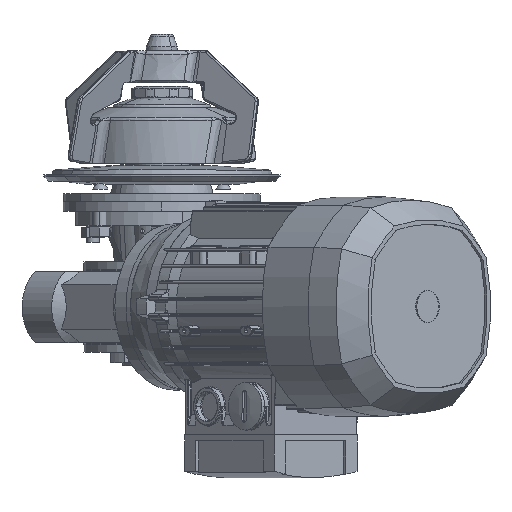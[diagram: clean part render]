
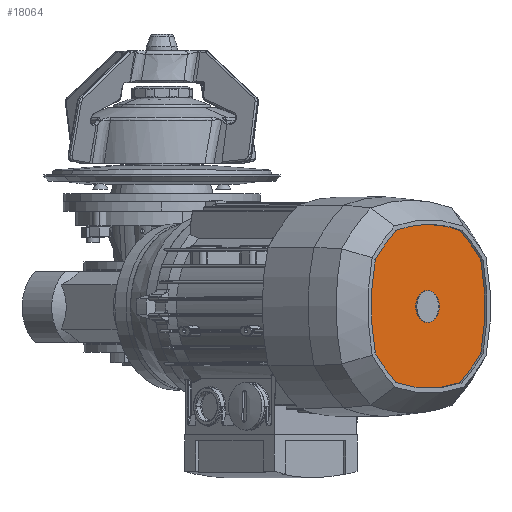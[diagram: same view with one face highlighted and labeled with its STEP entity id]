
A CAD part, top view. The second image highlights one B-rep face of the part: STEP entity #18064.
In plain terms, the highlighted planar face has unit normal (0.707, 0, 0.707).
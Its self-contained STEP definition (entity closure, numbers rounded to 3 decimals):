
#1909 = CARTESIAN_POINT ( 'NONE',  ( 215.738, -58.8, 182.363 ) ) ;
#1910 = AXIS2_PLACEMENT_3D ( 'NONE', #1909, #2016, #2015 ) ;
#1911 = CIRCLE ( 'NONE', #1910, 120.029 ) ;
#1912 = CARTESIAN_POINT ( 'NONE',  ( 188.313, -106.969, 209.788 ) ) ;
#1924 = DIRECTION ( 'NONE',  ( 0., 1., 0. ) ) ;
#1925 = DIRECTION ( 'NONE',  ( 0.707, 0., 0.707 ) ) ;
#1926 = CARTESIAN_POINT ( 'NONE',  ( 200.535, -12.1, 197.566 ) ) ;
#1927 = AXIS2_PLACEMENT_3D ( 'NONE', #1926, #1925, #1924 ) ;
#1928 = CIRCLE ( 'NONE', #1927, 121.629 ) ;
#1987 = CARTESIAN_POINT ( 'NONE',  ( 133.453, -88.215, 264.648 ) ) ;
#2015 = DIRECTION ( 'NONE',  ( 0., 1., 0. ) ) ;
#2016 = DIRECTION ( 'NONE',  ( 0.707, 0., 0.707 ) ) ;
#2040 = DIRECTION ( 'NONE',  ( 0., 1., 0. ) ) ;
#2041 = DIRECTION ( 'NONE',  ( 0.707, 0., 0.707 ) ) ;
#2042 = CARTESIAN_POINT ( 'NONE',  ( 167.514, -127., 230.588 ) ) ;
#2043 = AXIS2_PLACEMENT_3D ( 'NONE', #2042, #2041, #2040 ) ;
#2044 = CIRCLE ( 'NONE', #2043, 120.029 ) ;
#2124 = CARTESIAN_POINT ( 'NONE',  ( 133.453, -29.385, 264.648 ) ) ;
#2189 = CIRCLE ( 'NONE', #2280, 10. ) ;
#2190 = DIRECTION ( 'NONE',  ( 0., 1., 0. ) ) ;
#2191 = DIRECTION ( 'NONE',  ( 0.707, 0., 0.707 ) ) ;
#2192 = AXIS2_PLACEMENT_3D ( 'NONE', #2288, #2191, #2190 ) ;
#2193 = CIRCLE ( 'NONE', #2192, 120.029 ) ;
#2213 = CARTESIAN_POINT ( 'NONE',  ( 146.714, -106.969, 251.387 ) ) ;
#2277 = DIRECTION ( 'NONE',  ( 0., 1., 0. ) ) ;
#2278 = DIRECTION ( 'NONE',  ( -0.707, 0., -0.707 ) ) ;
#2279 = CARTESIAN_POINT ( 'NONE',  ( 167.514, -58.8, 230.588 ) ) ;
#2280 = AXIS2_PLACEMENT_3D ( 'NONE', #2279, #2278, #2277 ) ;
#2288 = CARTESIAN_POINT ( 'NONE',  ( 119.289, -58.8, 278.812 ) ) ;
#2413 = FACE_BOUND ( 'NONE', #18831, .T. ) ;
#2414 = FACE_OUTER_BOUND ( 'NONE', #17961, .T. ) ;
#2612 = CARTESIAN_POINT ( 'NONE',  ( 188.313, -10.631, 209.788 ) ) ;
#2621 = DIRECTION ( 'NONE',  ( 0., 1., 0. ) ) ;
#2622 = DIRECTION ( 'NONE',  ( 0.707, 0., 0.707 ) ) ;
#2623 = CARTESIAN_POINT ( 'NONE',  ( 208.137, -82.15, 189.964 ) ) ;
#2624 = AXIS2_PLACEMENT_3D ( 'NONE', #2623, #2622, #2621 ) ;
#2625 = PLANE ( 'NONE',  #2624 ) ;
#5389 = DIRECTION ( 'NONE',  ( 0., 1., 0. ) ) ;
#5390 = DIRECTION ( 'NONE',  ( 0.707, 0., 0.707 ) ) ;
#5391 = CARTESIAN_POINT ( 'NONE',  ( 134.492, -12.1, 263.609 ) ) ;
#5392 = AXIS2_PLACEMENT_3D ( 'NONE', #5391, #5390, #5389 ) ;
#5393 = CIRCLE ( 'NONE', #5392, 121.629 ) ;
#5442 = DIRECTION ( 'NONE',  ( 0., 1., 0. ) ) ;
#5443 = DIRECTION ( 'NONE',  ( 0.707, 0., 0.707 ) ) ;
#5444 = CARTESIAN_POINT ( 'NONE',  ( 200.535, -105.5, 197.566 ) ) ;
#5445 = AXIS2_PLACEMENT_3D ( 'NONE', #5444, #5443, #5442 ) ;
#5446 = CIRCLE ( 'NONE', #5445, 121.629 ) ;
#5465 = CARTESIAN_POINT ( 'NONE',  ( 201.574, -29.385, 196.527 ) ) ;
#5466 = DIRECTION ( 'NONE',  ( 0., 1., 0. ) ) ;
#5467 = DIRECTION ( 'NONE',  ( 0.707, 0., 0.707 ) ) ;
#5468 = CARTESIAN_POINT ( 'NONE',  ( 134.492, -105.5, 263.609 ) ) ;
#5469 = AXIS2_PLACEMENT_3D ( 'NONE', #5468, #5467, #5466 ) ;
#5470 = CIRCLE ( 'NONE', #5469, 121.629 ) ;
#5850 = CARTESIAN_POINT ( 'NONE',  ( 201.574, -88.215, 196.527 ) ) ;
#5879 = DIRECTION ( 'NONE',  ( 0., 1., 0. ) ) ;
#5880 = DIRECTION ( 'NONE',  ( 0.707, 0., 0.707 ) ) ;
#5881 = CARTESIAN_POINT ( 'NONE',  ( 167.514, 9.4, 230.588 ) ) ;
#5882 = AXIS2_PLACEMENT_3D ( 'NONE', #5881, #5880, #5879 ) ;
#5883 = CIRCLE ( 'NONE', #5882, 120.029 ) ;
#10033 = CARTESIAN_POINT ( 'NONE',  ( 167.514, -6.971, 230.588 ) ) ;
#11333 = DIRECTION ( 'NONE',  ( 0., 1., 0. ) ) ;
#11335 = DIRECTION ( 'NONE',  ( 0.707, 0., 0.707 ) ) ;
#11337 = CARTESIAN_POINT ( 'NONE',  ( 167.514, -127., 230.588 ) ) ;
#11338 = AXIS2_PLACEMENT_3D ( 'NONE', #11337, #11335, #11333 ) ;
#11340 = CIRCLE ( 'NONE', #11338, 120.029 ) ;
#11847 = DIRECTION ( 'NONE',  ( 0., 1., 0. ) ) ;
#11849 = DIRECTION ( 'NONE',  ( -0.707, 0., -0.707 ) ) ;
#11851 = CARTESIAN_POINT ( 'NONE',  ( 167.514, -58.8, 230.588 ) ) ;
#11852 = AXIS2_PLACEMENT_3D ( 'NONE', #11851, #11849, #11847 ) ;
#11945 = CIRCLE ( 'NONE', #11852, 10. ) ;
#12701 = CARTESIAN_POINT ( 'NONE',  ( 146.714, -10.631, 251.387 ) ) ;
#12741 = CARTESIAN_POINT ( 'NONE',  ( 167.514, -48.8, 230.588 ) ) ;
#12806 = CARTESIAN_POINT ( 'NONE',  ( 167.514, -68.8, 230.588 ) ) ;
#17863 = VERTEX_POINT ( 'NONE', #2124 ) ;
#17868 = ORIENTED_EDGE ( 'NONE', *, *, #57885, .T. ) ;
#17887 = ORIENTED_EDGE ( 'NONE', *, *, #17892, .T. ) ;
#17892 = EDGE_CURVE ( 'NONE', #18068, #57491, #2044, .T. ) ;
#17899 = EDGE_CURVE ( 'NONE', #17921, #17982, #1928, .T. ) ;
#17902 = ORIENTED_EDGE ( 'NONE', *, *, #18944, .T. ) ;
#17906 = VERTEX_POINT ( 'NONE', #1912 ) ;
#17908 = ORIENTED_EDGE ( 'NONE', *, *, #17914, .T. ) ;
#17914 = EDGE_CURVE ( 'NONE', #17863, #17921, #1911, .T. ) ;
#17921 = VERTEX_POINT ( 'NONE', #1987 ) ;
#17926 = ORIENTED_EDGE ( 'NONE', *, *, #17899, .T. ) ;
#17961 = EDGE_LOOP ( 'NONE', ( #18835, #17887, #18814, #19196, #17908, #17926, #17902, #18946, #17987 ) ) ;
#17982 = VERTEX_POINT ( 'NONE', #2213 ) ;
#17987 = ORIENTED_EDGE ( 'NONE', *, *, #17991, .T. ) ;
#17991 = EDGE_CURVE ( 'NONE', #18949, #18839, #2193, .T. ) ;
#17999 = ORIENTED_EDGE ( 'NONE', *, *, #18001, .T. ) ;
#18001 = EDGE_CURVE ( 'NONE', #58073, #58072, #2189, .T. ) ;
#18064 = ADVANCED_FACE ( 'NONE', ( #2414, #2413 ), #2625, .T. ) ;
#18068 = VERTEX_POINT ( 'NONE', #2612 ) ;
#18814 = ORIENTED_EDGE ( 'NONE', *, *, #57815, .T. ) ;
#18826 = EDGE_CURVE ( 'NONE', #17906, #18949, #5393, .T. ) ;
#18831 = EDGE_LOOP ( 'NONE', ( #17999, #17868 ) ) ;
#18835 = ORIENTED_EDGE ( 'NONE', *, *, #18838, .T. ) ;
#18838 = EDGE_CURVE ( 'NONE', #18839, #18068, #5470, .T. ) ;
#18839 = VERTEX_POINT ( 'NONE', #5465 ) ;
#18844 = EDGE_CURVE ( 'NONE', #58081, #17863, #5446, .T. ) ;
#18944 = EDGE_CURVE ( 'NONE', #17982, #17906, #5883, .T. ) ;
#18946 = ORIENTED_EDGE ( 'NONE', *, *, #18826, .T. ) ;
#18949 = VERTEX_POINT ( 'NONE', #5850 ) ;
#19196 = ORIENTED_EDGE ( 'NONE', *, *, #18844, .T. ) ;
#57491 = VERTEX_POINT ( 'NONE', #10033 ) ;
#57815 = EDGE_CURVE ( 'NONE', #57491, #58081, #11340, .T. ) ;
#57885 = EDGE_CURVE ( 'NONE', #58072, #58073, #11945, .T. ) ;
#58072 = VERTEX_POINT ( 'NONE', #12806 ) ;
#58073 = VERTEX_POINT ( 'NONE', #12741 ) ;
#58081 = VERTEX_POINT ( 'NONE', #12701 ) ;
